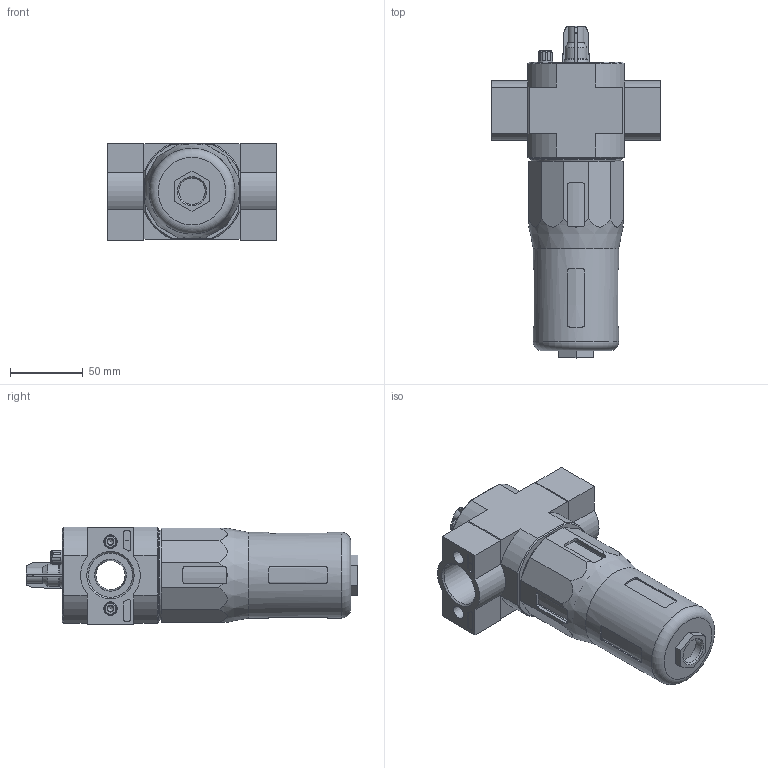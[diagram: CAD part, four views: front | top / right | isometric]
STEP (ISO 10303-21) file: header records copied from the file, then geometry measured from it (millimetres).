
FILE_DESCRIPTION(/* description */ ('STEP AP214'),/* implementation_level */ '2;1');
FILE_NAME(/* name */ '159623_LOE-1-D-MAXI',/* time_stamp */ '2024-09-04T19:16:33+02:00',/* author */ ('License CC BY-ND 4.0'),/* organization */ ('CADENAS'),/* preprocessor_version */ 'ST-DEVELOPER v19.3',/* originating_system */ 'PARTsolutions',/* authorisation */ ' ');
FILE_SCHEMA (('AUTOMOTIVE_DESIGN {1 0 10303 214 3 1 1}'));
Length unit declared in the file: millimetre
Products named in the file (6): 159623 LOE-1-D-MAXI; 396443 LOE-D-MAXI; 380315 PBL-1-D-MAXI-R---(0) p1; DIN-912 - M5x20(F); 373059 LF-D-MAXI; 380313 PBL-1-D-MAXI-L---(1) p1
Assembly tree (9 placements, depth 2):
  159623 LOE-1-D-MAXI
    396443 LOE-D-MAXI
    380315 PBL-1-D-MAXI-R---(0) p1
    DIN-912 - M5x20(F)  x4
    373059 LF-D-MAXI  x2
    380313 PBL-1-D-MAXI-L---(1) p1
Bounding box: 116 x 228 x 67.1 mm (x, y, z)
Volume: 681985 mm3; surface area: 132362.2 mm2
Topology: 9 solids, 9 shells, 586 faces, 1483 edges, 932 vertices
Faces by surface type: plane 295, cylinder 139, cone 121, torus 31
Full cylindrical faces by diameter (mm): 3.2 x1, 3.6 x1, 3.8 x1, 4.134 x8, 5 x4, 7 x4, 7.3 x2, 8.5 x4, 10 x1, 18 x1, 22 x2, 23 x1, 30 x2, 30.291 x2, 56.8 x1, 58.8 x1, 61.2 x1, 62 x1
Entity records: 17425 total; most frequent: CARTESIAN_POINT 3224, DIRECTION 2388, ORIENTED_EDGE 2368, EDGE_CURVE 1184, AXIS2_PLACEMENT_3D 909, VERTEX_POINT 815, FACE_BOUND 653, EDGE_LOOP 646
